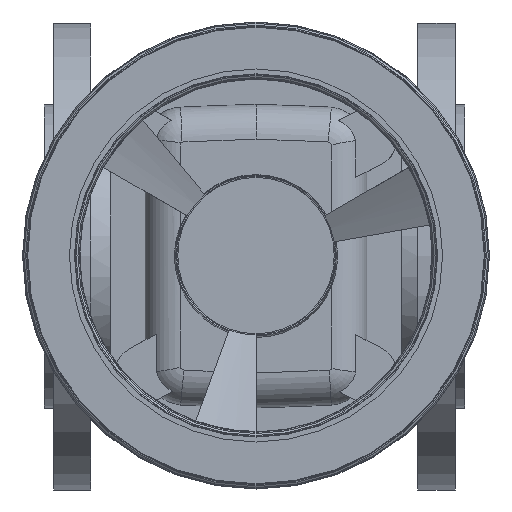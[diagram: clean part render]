
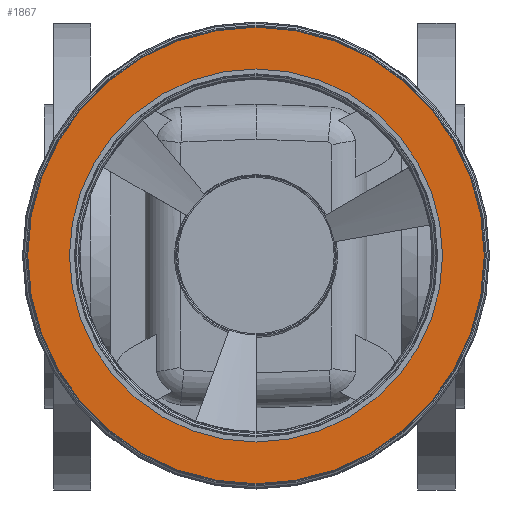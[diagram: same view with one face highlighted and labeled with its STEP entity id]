
A CAD part, top view. The second image highlights one B-rep face of the part: STEP entity #1867.
In plain terms, the highlighted planar face has unit normal (0, 0, 1).
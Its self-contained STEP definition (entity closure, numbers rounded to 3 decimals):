
#1867=ADVANCED_FACE('',(#33077,#33079),#33081,.T.);
#33077=FACE_BOUND('',#33078,.T.);
#33078=EDGE_LOOP('',(#57507,#57508));
#33079=FACE_BOUND('',#33080,.T.);
#33080=EDGE_LOOP('',(#57509,#57510));
#33081=PLANE('',#33082);
#33082=AXIS2_PLACEMENT_3D('',#33083,#33084,#33085);
#33083=CARTESIAN_POINT('',(8210.568,1682.214,264.009));
#33084=DIRECTION('',(0.,0.,1.));
#33085=DIRECTION('',(-1.,0.,0.));
#57507=ORIENTED_EDGE('',*,*,#77473,.T.);
#57508=ORIENTED_EDGE('',*,*,#77474,.T.);
#57509=ORIENTED_EDGE('',*,*,#77475,.F.);
#57510=ORIENTED_EDGE('',*,*,#77476,.F.);
#77473=EDGE_CURVE('',#88119,#88120,#88121,.T.);
#77474=EDGE_CURVE('',#88120,#88119,#88122,.T.);
#77475=EDGE_CURVE('',#88123,#88124,#88125,.T.);
#77476=EDGE_CURVE('',#88124,#88123,#88126,.T.);
#88119=VERTEX_POINT('',#107239);
#88120=VERTEX_POINT('',#107240);
#88121=CIRCLE('',#107241,97.78);
#88122=CIRCLE('',#107245,97.78);
#88123=VERTEX_POINT('',#107249);
#88124=VERTEX_POINT('',#107250);
#88125=CIRCLE('',#107251,79.894);
#88126=CIRCLE('',#107255,79.894);
#107239=CARTESIAN_POINT('',(8210.568,1668.668,264.009));
#107240=CARTESIAN_POINT('',(8210.568,1864.228,264.009));
#107241=AXIS2_PLACEMENT_3D('',#107242,#107243,#107244);
#107242=CARTESIAN_POINT('',(8210.568,1766.448,264.009));
#107243=DIRECTION('',(0.,0.,1.));
#107244=DIRECTION('',(0.,-1.,0.));
#107245=AXIS2_PLACEMENT_3D('',#107246,#107247,#107248);
#107246=CARTESIAN_POINT('',(8210.568,1766.448,264.009));
#107247=DIRECTION('',(0.,0.,1.));
#107248=DIRECTION('',(0.,1.,0.));
#107249=CARTESIAN_POINT('',(8210.568,1846.342,264.009));
#107250=CARTESIAN_POINT('',(8210.568,1686.554,264.009));
#107251=AXIS2_PLACEMENT_3D('',#107252,#107253,#107254);
#107252=CARTESIAN_POINT('',(8210.568,1766.448,264.009));
#107253=DIRECTION('',(0.,0.,1.));
#107254=DIRECTION('',(0.,1.,0.));
#107255=AXIS2_PLACEMENT_3D('',#107256,#107257,#107258);
#107256=CARTESIAN_POINT('',(8210.568,1766.448,264.009));
#107257=DIRECTION('',(0.,0.,1.));
#107258=DIRECTION('',(0.,-1.,0.));
